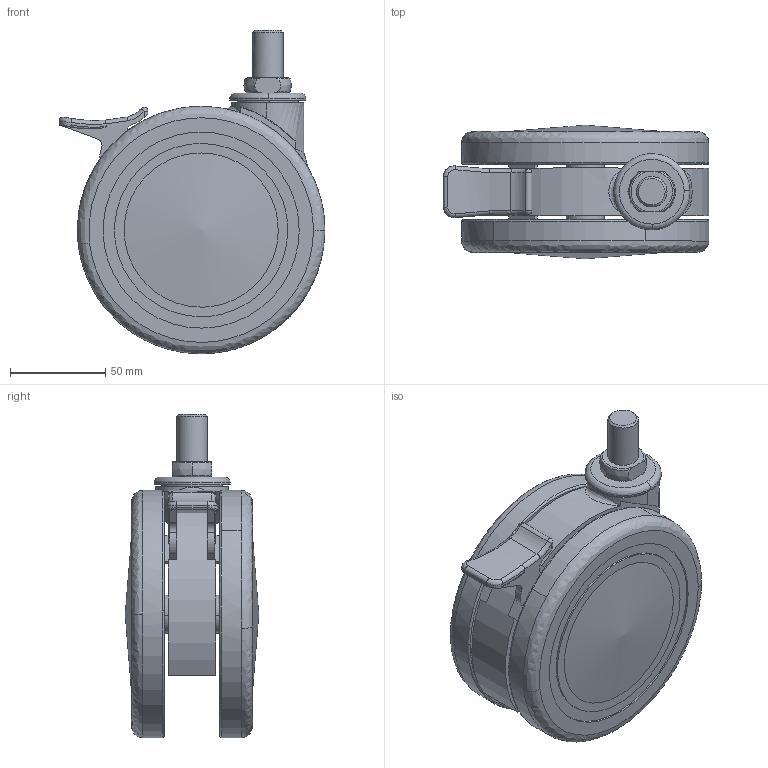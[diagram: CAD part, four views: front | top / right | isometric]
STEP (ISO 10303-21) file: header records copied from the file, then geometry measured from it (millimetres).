
FILE_DESCRIPTION((''),'2;1');
FILE_NAME('','2006-10-31T08:39:01',(''),(''),'','CADfix','');
FILE_SCHEMA(('AUTOMOTIVE_DESIGN'));
Length unit declared in the file: millimetre
Products named in the file (6): lever; wheel_mr; wheel; main shaft; body; TE130N16WS_5302_36
Assembly tree (5 placements, depth 2):
  TE130N16WS_5302_36
    lever
    wheel_mr
    wheel
    main shaft
    body
Bounding box: 139.62 x 70.2 x 170 mm (x, y, z)
Volume: 610215 mm3; surface area: 142986 mm2
Topology: 5 solids, 5 shells, 297 faces, 874 edges, 604 vertices
Faces by surface type: bspline 297
Entity records: 12455 total; most frequent: CARTESIAN_POINT 7563, ORIENTED_EDGE 1740, EDGE_CURVE 870, VERTEX_POINT 604, QUASI_UNIFORM_CURVE 355, EDGE_LOOP 328, FACE_OUTER_BOUND 297, ADVANCED_FACE 297
